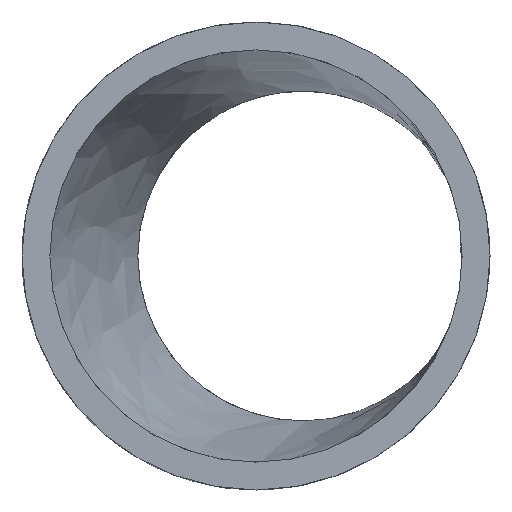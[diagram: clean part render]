
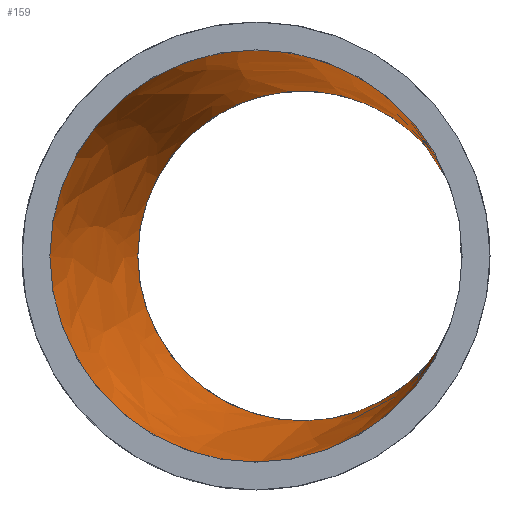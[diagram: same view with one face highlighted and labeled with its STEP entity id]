
A CAD part, left-side view. The second image highlights one B-rep face of the part: STEP entity #159.
In plain terms, the highlighted free-form (B-spline) face has degree [1, 2] with [2, 9] control points.
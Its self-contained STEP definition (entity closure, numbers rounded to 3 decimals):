
#31=CIRCLE('',#187,88.1);
#32=CIRCLE('',#188,88.1);
#33=CIRCLE('',#189,70.5);
#34=CIRCLE('',#190,70.5);
#35=CIRCLE('',#191,70.5);
#36=CIRCLE('',#192,70.5);
#37=CIRCLE('',#193,88.1);
#38=CIRCLE('',#194,88.1);
#45=(
BOUNDED_SURFACE()
B_SPLINE_SURFACE(1,2,((#608,#609,#610,#611,#612,#613,#614,#615,#616),(#617,
#618,#619,#620,#621,#622,#623,#624,#625)),.UNSPECIFIED.,.F.,.T.,.F.)
B_SPLINE_SURFACE_WITH_KNOTS((2,2),(3,2,2,2,3),(-0.146,1.677),
(-3.142,-1.571,0.,1.571,3.142),
 .UNSPECIFIED.)
GEOMETRIC_REPRESENTATION_ITEM()
RATIONAL_B_SPLINE_SURFACE(((1.,0.707,1.,0.707,1.,
0.707,1.,0.707,1.),(1.,0.707,1.,0.707,
1.,0.707,1.,0.707,1.)))
REPRESENTATION_ITEM('')
SURFACE()
);
#48=FACE_OUTER_BOUND('',#57,.T.);
#57=EDGE_LOOP('',(#114,#115,#116,#117,#118,#119,#120,#121,#122,#123));
#70=B_SPLINE_CURVE_WITH_KNOTS('',1,(#632,#633),.UNSPECIFIED.,.F.,.F.,(2,
2),(0.003,1.558),.UNSPECIFIED.);
#74=VERTEX_POINT('',#626);
#75=VERTEX_POINT('',#627);
#76=VERTEX_POINT('',#629);
#77=VERTEX_POINT('',#631);
#78=VERTEX_POINT('',#634);
#79=VERTEX_POINT('',#636);
#80=VERTEX_POINT('',#638);
#81=VERTEX_POINT('',#641);
#91=EDGE_CURVE('',#74,#75,#31,.T.);
#92=EDGE_CURVE('',#75,#76,#32,.T.);
#93=EDGE_CURVE('',#76,#77,#70,.T.);
#94=EDGE_CURVE('',#77,#78,#33,.T.);
#95=EDGE_CURVE('',#78,#79,#34,.T.);
#96=EDGE_CURVE('',#79,#80,#35,.T.);
#97=EDGE_CURVE('',#80,#77,#36,.T.);
#98=EDGE_CURVE('',#76,#81,#37,.T.);
#99=EDGE_CURVE('',#81,#74,#38,.T.);
#114=ORIENTED_EDGE('',*,*,#91,.T.);
#115=ORIENTED_EDGE('',*,*,#92,.T.);
#116=ORIENTED_EDGE('',*,*,#93,.T.);
#117=ORIENTED_EDGE('',*,*,#94,.T.);
#118=ORIENTED_EDGE('',*,*,#95,.T.);
#119=ORIENTED_EDGE('',*,*,#96,.T.);
#120=ORIENTED_EDGE('',*,*,#97,.T.);
#121=ORIENTED_EDGE('',*,*,#93,.F.);
#122=ORIENTED_EDGE('',*,*,#98,.T.);
#123=ORIENTED_EDGE('',*,*,#99,.T.);
#159=ADVANCED_FACE('',(#48),#45,.T.);
#187=AXIS2_PLACEMENT_3D('',#628,#209,#210);
#188=AXIS2_PLACEMENT_3D('',#630,#211,#212);
#189=AXIS2_PLACEMENT_3D('',#635,#213,#214);
#190=AXIS2_PLACEMENT_3D('',#637,#215,#216);
#191=AXIS2_PLACEMENT_3D('',#639,#217,#218);
#192=AXIS2_PLACEMENT_3D('',#640,#219,#220);
#193=AXIS2_PLACEMENT_3D('',#642,#221,#222);
#194=AXIS2_PLACEMENT_3D('',#643,#223,#224);
#209=DIRECTION('center_axis',(-1.,0.,0.));
#210=DIRECTION('ref_axis',(0.,-1.,0.));
#211=DIRECTION('center_axis',(-1.,0.,0.));
#212=DIRECTION('ref_axis',(0.,-1.,0.));
#213=DIRECTION('center_axis',(1.,0.,0.));
#214=DIRECTION('ref_axis',(0.,-1.,0.));
#215=DIRECTION('center_axis',(1.,0.,0.));
#216=DIRECTION('ref_axis',(0.,-1.,0.));
#217=DIRECTION('center_axis',(1.,0.,0.));
#218=DIRECTION('ref_axis',(0.,-1.,0.));
#219=DIRECTION('center_axis',(1.,0.,0.));
#220=DIRECTION('ref_axis',(0.,-1.,0.));
#221=DIRECTION('center_axis',(-1.,0.,0.));
#222=DIRECTION('ref_axis',(0.,-1.,0.));
#223=DIRECTION('center_axis',(-1.,0.,0.));
#224=DIRECTION('ref_axis',(0.,-1.,0.));
#608=CARTESIAN_POINT('Ctrl Pts',(125.649,20.229,-89.766));
#609=CARTESIAN_POINT('Ctrl Pts',(138.5,108.1,-89.766));
#610=CARTESIAN_POINT('Ctrl Pts',(138.5,108.1,0.));
#611=CARTESIAN_POINT('Ctrl Pts',(138.5,108.1,89.766));
#612=CARTESIAN_POINT('Ctrl Pts',(125.649,20.229,89.766));
#613=CARTESIAN_POINT('Ctrl Pts',(112.798,-67.641,89.766));
#614=CARTESIAN_POINT('Ctrl Pts',(112.798,-67.641,0.));
#615=CARTESIAN_POINT('Ctrl Pts',(112.798,-67.641,-89.766));
#616=CARTESIAN_POINT('Ctrl Pts',(125.649,20.229,-89.766));
#617=CARTESIAN_POINT('Ctrl Pts',(283.229,-2.816,-69.149));
#618=CARTESIAN_POINT('Ctrl Pts',(293.129,64.873,-69.149));
#619=CARTESIAN_POINT('Ctrl Pts',(293.129,64.873,0.));
#620=CARTESIAN_POINT('Ctrl Pts',(293.129,64.873,69.149));
#621=CARTESIAN_POINT('Ctrl Pts',(283.229,-2.816,69.149));
#622=CARTESIAN_POINT('Ctrl Pts',(273.33,-70.506,69.149));
#623=CARTESIAN_POINT('Ctrl Pts',(273.33,-70.506,0.));
#624=CARTESIAN_POINT('Ctrl Pts',(273.33,-70.506,-69.149));
#625=CARTESIAN_POINT('Ctrl Pts',(283.229,-2.816,-69.149));
#626=CARTESIAN_POINT('',(138.5,-57.528,41.845));
#627=CARTESIAN_POINT('',(138.5,108.1,0.));
#628=CARTESIAN_POINT('Origin',(138.5,20.,0.));
#629=CARTESIAN_POINT('',(138.5,18.35,-88.085));
#630=CARTESIAN_POINT('Origin',(138.5,20.,0.));
#631=CARTESIAN_POINT('',(273.,-1.32,-70.488));
#632=CARTESIAN_POINT('Ctrl Pts',(138.5,18.35,-88.085));
#633=CARTESIAN_POINT('Ctrl Pts',(273.,-1.32,-70.488));
#634=CARTESIAN_POINT('',(273.,70.5,0.));
#635=CARTESIAN_POINT('Origin',(273.,0.,0.));
#636=CARTESIAN_POINT('',(273.,-62.04,33.486));
#637=CARTESIAN_POINT('Origin',(273.,0.,0.));
#638=CARTESIAN_POINT('',(273.,-62.04,-33.486));
#639=CARTESIAN_POINT('Origin',(273.,0.,0.));
#640=CARTESIAN_POINT('Origin',(273.,0.,0.));
#641=CARTESIAN_POINT('',(138.5,-57.528,-41.845));
#642=CARTESIAN_POINT('Origin',(138.5,20.,0.));
#643=CARTESIAN_POINT('Origin',(138.5,20.,0.));
